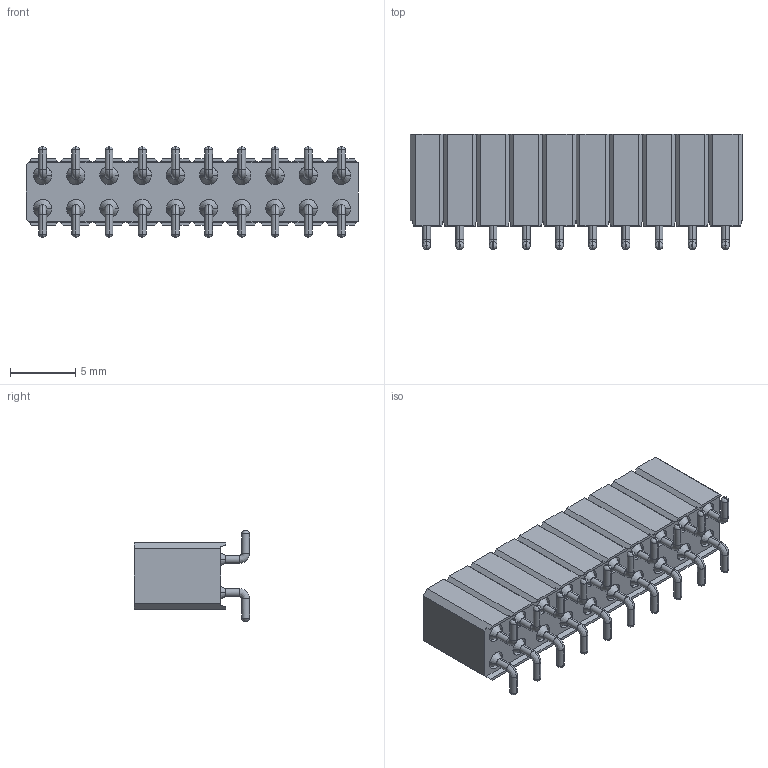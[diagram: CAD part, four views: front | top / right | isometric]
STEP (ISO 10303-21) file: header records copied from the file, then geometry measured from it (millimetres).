
FILE_DESCRIPTION( ('This file contains a STEP AP42 implementation' ,'as created by ZW3D STEP Interface translator.') ,'2;1' );
FILE_NAME( '3521-702XXMXX104X1.stp' ,'231017. 83229', (''), ('ZWCAD Software Co.'), 'Version 1.0', 'ZW3D to STEP translator', '' );
FILE_SCHEMA(('AUTOMOTIVE_DESIGN { 1 0 10303 214 1 1 1 1 }'));
Length unit declared in the file: millimetre
Products named in the file (2): 0; 3521-70220MXX104X1
Bounding box: 25.4 x 8.8 x 6.94 mm (x, y, z)
Volume: 705.3 mm3; surface area: 2440.4 mm2
Topology: 1 solids, 1 shells, 1904 faces, 4746 edges, 2924 vertices
Faces by surface type: bspline 720, plane 704, cone 440, cylinder 40
Entity records: 102169 total; most frequent: CARTESIAN_POINT 67675, ORIENTED_EDGE 9412, EDGE_CURVE 4706, B_SPLINE_CURVE_WITH_KNOTS 4613, VERTEX_POINT 2924, DIRECTION 2474, EDGE_LOOP 2024, FACE_OUTER_BOUND 1904
